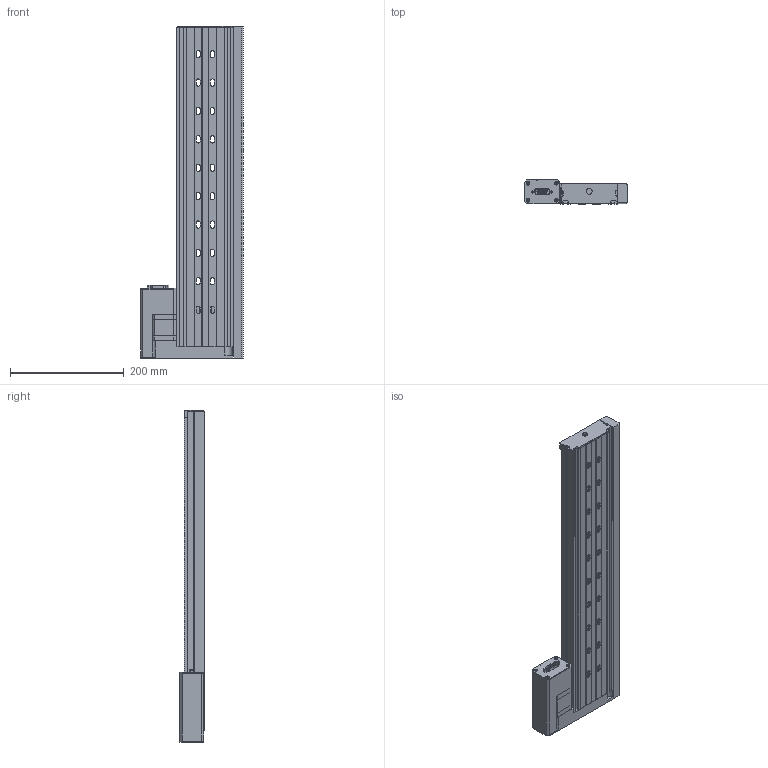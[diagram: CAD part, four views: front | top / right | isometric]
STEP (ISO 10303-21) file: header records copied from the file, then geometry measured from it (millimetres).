
FILE_DESCRIPTION (( 'STEP AP203' ), '1' );
FILE_NAME ('LRQ450xP-DE51T10A.step', '2023-05-17T23:59:16', ( '' ), ( '' ), 'SwSTEP 2.0', 'SolidWorks 2019', '' );
FILE_SCHEMA (( 'CONFIG_CONTROL_DESIGN' ));
Length unit declared in the file: millimetre
Products named in the file (4): NMS17_motor^LRQ_LRQ-T10A; LRQ_carriage^LRQ_LRQ; LRQ450xP-DE51T10A; LRQ_base^LRQ_LRQ450P-DE
Assembly tree (3 placements, depth 2):
  LRQ450xP-DE51T10A
    LRQ_base^LRQ_LRQ450P-DE
    LRQ_carriage^LRQ_LRQ
    NMS17_motor^LRQ_LRQ-T10A
Bounding box: 181.1 x 42.5 x 584.8 mm (x, y, z)
Volume: 1538655.9 mm3; surface area: 471976.4 mm2
Topology: 33 solids, 33 shells, 973 faces, 2445 edges, 1619 vertices
Faces by surface type: plane 583, cylinder 356, cone 26, torus 8
Entity records: 29964 total; most frequent: CARTESIAN_POINT 5359, DIRECTION 5130, ORIENTED_EDGE 4874, EDGE_CURVE 2437, AXIS2_PLACEMENT_3D 1754, VECTOR 1622, LINE 1622, VERTEX_POINT 1619
